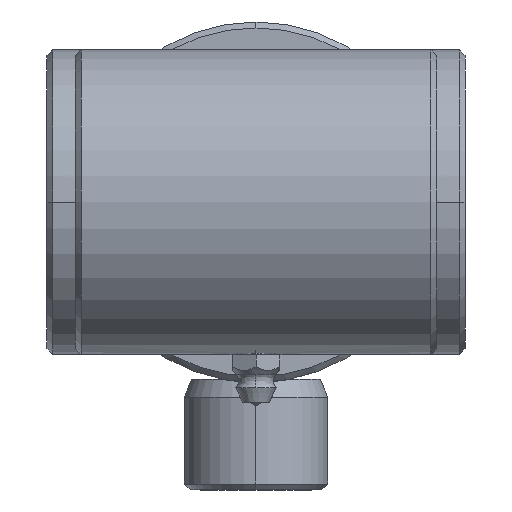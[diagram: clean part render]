
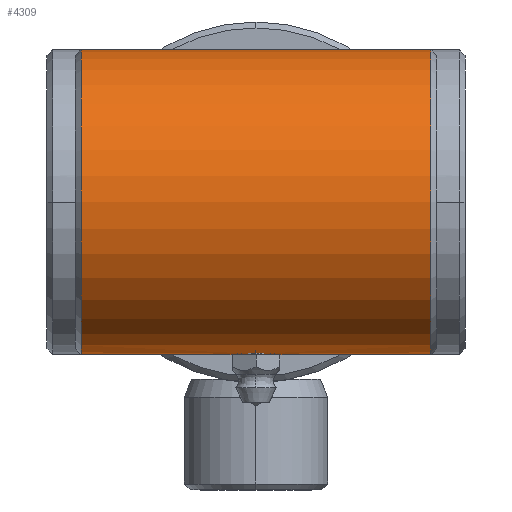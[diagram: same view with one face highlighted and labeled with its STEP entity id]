
A CAD part, left-side view. The second image highlights one B-rep face of the part: STEP entity #4309.
In plain terms, the highlighted cylindrical face has radius 25.5 mm (diameter 51 mm), a partial arc.
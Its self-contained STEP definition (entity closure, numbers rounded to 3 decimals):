
#5 = ORIENTED_EDGE ( 'NONE', *, *, #2858, .T. ) ;
#196 = CARTESIAN_POINT ( 'NONE',  ( -25.3, -2.5, -25.5 ) ) ;
#198 = CARTESIAN_POINT ( 'NONE',  ( -25.628, -2.484, -25.498 ) ) ;
#266 = CARTESIAN_POINT ( 'NONE',  ( -27.72, 0.648, -25.385 ) ) ;
#268 = VECTOR ( 'NONE', #2515, 1000. ) ;
#298 = CARTESIAN_POINT ( 'NONE',  ( -26.106, 2.372, -25.488 ) ) ;
#327 = VERTEX_POINT ( 'NONE', #3651 ) ;
#458 = EDGE_CURVE ( 'NONE', #3049, #2741, #1370, .T. ) ;
#533 = CARTESIAN_POINT ( 'NONE',  ( -25.3, -29.25, 0. ) ) ;
#540 = CARTESIAN_POINT ( 'NONE',  ( -27.182, -1.653, -25.431 ) ) ;
#548 = EDGE_CURVE ( 'NONE', #2741, #1057, #3907, .T. ) ;
#706 = CARTESIAN_POINT ( 'NONE',  ( -25.626, 2.484, -25.498 ) ) ;
#759 = CIRCLE ( 'NONE', #1568, 25.5 ) ;
#822 = VERTEX_POINT ( 'NONE', #5023 ) ;
#909 = AXIS2_PLACEMENT_3D ( 'NONE', #4799, #2440, #3605 ) ;
#958 = CARTESIAN_POINT ( 'NONE',  ( -27.286, -1.528, -25.423 ) ) ;
#985 = DIRECTION ( 'NONE',  ( 0., 1., 0. ) ) ;
#987 = AXIS2_PLACEMENT_3D ( 'NONE', #4093, #4138, #4524 ) ;
#1038 = CARTESIAN_POINT ( 'NONE',  ( -26.407, 2.247, -25.476 ) ) ;
#1057 = VERTEX_POINT ( 'NONE', #4393 ) ;
#1140 = CYLINDRICAL_SURFACE ( 'NONE', #909, 25.5 ) ;
#1227 = CARTESIAN_POINT ( 'NONE',  ( -25.3, -29.25, -25.5 ) ) ;
#1250 = CARTESIAN_POINT ( 'NONE',  ( -27.8, 0., -25.377 ) ) ;
#1357 = CARTESIAN_POINT ( 'NONE',  ( -27.469, -1.255, -25.408 ) ) ;
#1363 = CARTESIAN_POINT ( 'NONE',  ( -25.3, -30.25, -25.5 ) ) ;
#1370 = B_SPLINE_CURVE_WITH_KNOTS ( 'NONE', 3,
 ( #3728, #3323, #198, #1752, #4572, #2546, #2975, #3778, #4919, #540, #958, #1357, #1412, #4134, #4186, #2942 ),
 .UNSPECIFIED., .F., .F.,
 ( 4, 2, 2, 2, 2, 2, 2, 4 ),
 ( 0.012, 0.012, 0.013, 0.013, 0.014, 0.014, 0.015, 0.016 ),
 .UNSPECIFIED. ) ;
#1412 = CARTESIAN_POINT ( 'NONE',  ( -27.546, -1.109, -25.401 ) ) ;
#1477 = VECTOR ( 'NONE', #4941, 1000. ) ;
#1491 = CARTESIAN_POINT ( 'NONE',  ( -27.546, 1.109, -25.401 ) ) ;
#1518 = FACE_OUTER_BOUND ( 'NONE', #2993, .T. ) ;
#1530 = LINE ( 'NONE', #1363, #1477 ) ;
#1568 = AXIS2_PLACEMENT_3D ( 'NONE', #533, #985, #3734 ) ;
#1752 = CARTESIAN_POINT ( 'NONE',  ( -25.947, -2.42, -25.492 ) ) ;
#1822 = CARTESIAN_POINT ( 'NONE',  ( -25.463, 2.5, -25.5 ) ) ;
#2156 = LINE ( 'NONE', #2731, #2826 ) ;
#2221 = CARTESIAN_POINT ( 'NONE',  ( -25.3, 2.5, -25.5 ) ) ;
#2262 = EDGE_CURVE ( 'NONE', #327, #822, #3769, .T. ) ;
#2291 = CARTESIAN_POINT ( 'NONE',  ( -27.182, 1.653, -25.431 ) ) ;
#2328 = ORIENTED_EDGE ( 'NONE', *, *, #458, .F. ) ;
#2440 = DIRECTION ( 'NONE',  ( 0., 1., 0. ) ) ;
#2515 = DIRECTION ( 'NONE',  ( 0., 1., 0. ) ) ;
#2546 = CARTESIAN_POINT ( 'NONE',  ( -26.408, -2.247, -25.476 ) ) ;
#2682 = CARTESIAN_POINT ( 'NONE',  ( -26.826, 1.987, -25.455 ) ) ;
#2731 = CARTESIAN_POINT ( 'NONE',  ( -25.3, -30.25, 25.5 ) ) ;
#2741 = VERTEX_POINT ( 'NONE', #1250 ) ;
#2826 = VECTOR ( 'NONE', #3620, 1000. ) ;
#2858 = EDGE_CURVE ( 'NONE', #2927, #327, #2156, .T. ) ;
#2874 = ORIENTED_EDGE ( 'NONE', *, *, #3853, .F. ) ;
#2891 = CARTESIAN_POINT ( 'NONE',  ( -25.3, -30.25, -25.5 ) ) ;
#2927 = VERTEX_POINT ( 'NONE', #4152 ) ;
#2942 = CARTESIAN_POINT ( 'NONE',  ( -27.8, 0., -25.377 ) ) ;
#2975 = CARTESIAN_POINT ( 'NONE',  ( -26.552, -2.17, -25.47 ) ) ;
#2993 = EDGE_LOOP ( 'NONE', ( #2874, #3479, #5, #4187, #3177, #4320, #2328 ) ) ;
#3025 = CARTESIAN_POINT ( 'NONE',  ( -26.952, 1.884, -25.447 ) ) ;
#3049 = VERTEX_POINT ( 'NONE', #196 ) ;
#3073 = CARTESIAN_POINT ( 'NONE',  ( -25.948, 2.42, -25.492 ) ) ;
#3177 = ORIENTED_EDGE ( 'NONE', *, *, #3513, .F. ) ;
#3323 = CARTESIAN_POINT ( 'NONE',  ( -25.465, -2.5, -25.5 ) ) ;
#3381 = LINE ( 'NONE', #2891, #268 ) ;
#3428 = CARTESIAN_POINT ( 'NONE',  ( -26.553, 2.17, -25.47 ) ) ;
#3479 = ORIENTED_EDGE ( 'NONE', *, *, #4793, .T. ) ;
#3513 = EDGE_CURVE ( 'NONE', #1057, #822, #1530, .T. ) ;
#3605 = DIRECTION ( 'NONE',  ( 0., 0., 1. ) ) ;
#3620 = DIRECTION ( 'NONE',  ( 0., 1., 0. ) ) ;
#3651 = CARTESIAN_POINT ( 'NONE',  ( -25.3, 29.25, 25.5 ) ) ;
#3728 = CARTESIAN_POINT ( 'NONE',  ( -25.3, -2.5, -25.5 ) ) ;
#3734 = DIRECTION ( 'NONE',  ( 0., 0., 1. ) ) ;
#3738 = VERTEX_POINT ( 'NONE', #1227 ) ;
#3769 = CIRCLE ( 'NONE', #987, 25.5 ) ;
#3778 = CARTESIAN_POINT ( 'NONE',  ( -26.823, -1.989, -25.455 ) ) ;
#3843 = CARTESIAN_POINT ( 'NONE',  ( -27.8, 0., -25.377 ) ) ;
#3853 = EDGE_CURVE ( 'NONE', #3738, #3049, #3381, .T. ) ;
#3858 = CARTESIAN_POINT ( 'NONE',  ( -27.672, 0.806, -25.39 ) ) ;
#3907 = B_SPLINE_CURVE_WITH_KNOTS ( 'NONE', 3,
 ( #3843, #5057, #4590, #266, #3858, #1491, #4662, #4222, #2291, #3025, #2682, #3428, #1038, #298, #3073, #706, #1822, #2221 ),
 .UNSPECIFIED., .F., .F.,
 ( 4, 2, 2, 2, 2, 2, 2, 2, 4 ),
 ( 0., 0., 0.001, 0.001, 0.002, 0.002, 0.003, 0.003, 0.004 ),
 .UNSPECIFIED. ) ;
#4093 = CARTESIAN_POINT ( 'NONE',  ( -25.3, 29.25, 0. ) ) ;
#4134 = CARTESIAN_POINT ( 'NONE',  ( -27.734, -0.659, -25.384 ) ) ;
#4138 = DIRECTION ( 'NONE',  ( 0., -1., 0. ) ) ;
#4152 = CARTESIAN_POINT ( 'NONE',  ( -25.3, -29.25, 25.5 ) ) ;
#4186 = CARTESIAN_POINT ( 'NONE',  ( -27.8, -0.33, -25.377 ) ) ;
#4187 = ORIENTED_EDGE ( 'NONE', *, *, #2262, .T. ) ;
#4222 = CARTESIAN_POINT ( 'NONE',  ( -27.288, 1.525, -25.423 ) ) ;
#4309 = ADVANCED_FACE ( 'NONE', ( #1518 ), #1140, .T. ) ;
#4320 = ORIENTED_EDGE ( 'NONE', *, *, #548, .F. ) ;
#4393 = CARTESIAN_POINT ( 'NONE',  ( -25.3, 2.5, -25.5 ) ) ;
#4524 = DIRECTION ( 'NONE',  ( 0., 0., 1. ) ) ;
#4572 = CARTESIAN_POINT ( 'NONE',  ( -26.106, -2.372, -25.488 ) ) ;
#4590 = CARTESIAN_POINT ( 'NONE',  ( -27.784, 0.328, -25.379 ) ) ;
#4662 = CARTESIAN_POINT ( 'NONE',  ( -27.47, 1.253, -25.408 ) ) ;
#4793 = EDGE_CURVE ( 'NONE', #3738, #2927, #759, .T. ) ;
#4799 = CARTESIAN_POINT ( 'NONE',  ( -25.3, -30.25, 0. ) ) ;
#4919 = CARTESIAN_POINT ( 'NONE',  ( -26.952, -1.883, -25.447 ) ) ;
#4941 = DIRECTION ( 'NONE',  ( 0., 1., 0. ) ) ;
#5023 = CARTESIAN_POINT ( 'NONE',  ( -25.3, 29.25, -25.5 ) ) ;
#5057 = CARTESIAN_POINT ( 'NONE',  ( -27.8, 0.165, -25.377 ) ) ;
